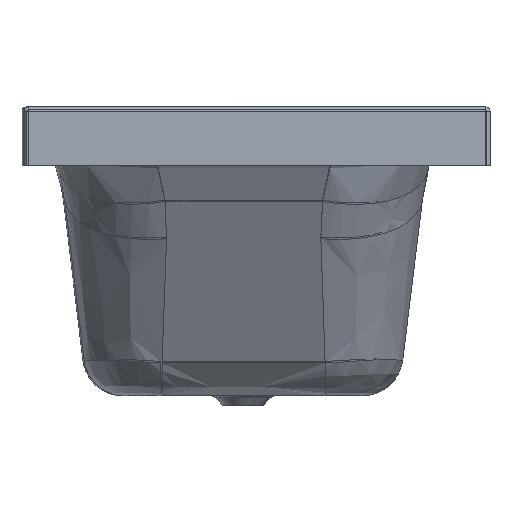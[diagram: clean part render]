
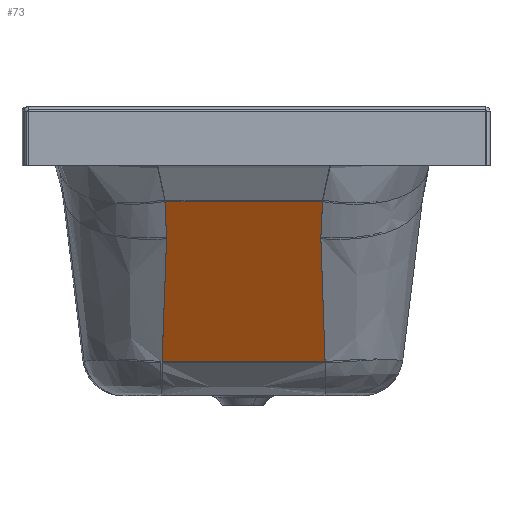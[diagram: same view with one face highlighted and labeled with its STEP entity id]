
A CAD part, left-side view. The second image highlights one B-rep face of the part: STEP entity #73.
In plain terms, the highlighted planar face has unit normal (-0.87, -0.002, -0.494).
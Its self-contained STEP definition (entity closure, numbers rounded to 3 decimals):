
#73=ADVANCED_FACE('',(#392),#4762,.T.);
#392=FACE_OUTER_BOUND('',#714,.T.);
#714=EDGE_LOOP('',(#1185,#1186,#1187,#1188,#1189,#1190));
#1185=ORIENTED_EDGE('',*,*,#2714,.T.);
#1186=ORIENTED_EDGE('',*,*,#2715,.T.);
#1187=ORIENTED_EDGE('',*,*,#2716,.T.);
#1188=ORIENTED_EDGE('',*,*,#2717,.T.);
#1189=ORIENTED_EDGE('',*,*,#2718,.T.);
#1190=ORIENTED_EDGE('',*,*,#2719,.T.);
#2714=EDGE_CURVE('',#4302,#4303,#3794,.T.);
#2715=EDGE_CURVE('',#4303,#4298,#3795,.T.);
#2716=EDGE_CURVE('',#4298,#4297,#3796,.T.);
#2717=EDGE_CURVE('',#4297,#4304,#3797,.T.);
#2718=EDGE_CURVE('',#4304,#4305,#3798,.T.);
#2719=EDGE_CURVE('',#4305,#4302,#3799,.T.);
#3794=B_SPLINE_CURVE_WITH_KNOTS('',4,(#14490,#14491,#14492,#14493,#14494),
 .UNSPECIFIED.,.F.,.F.,(5,5),(299.665,696.623),
 .UNSPECIFIED.);
#3795=B_SPLINE_CURVE_WITH_KNOTS('',3,(#14495,#14496,#14497,#14498),
 .UNSPECIFIED.,.F.,.F.,(4,4),(661.777,765.564),.UNSPECIFIED.);
#3796=B_SPLINE_CURVE_WITH_KNOTS('',1,(#14499,#14500),.UNSPECIFIED.,.F.,
 .F.,(2,2),(-253.626,0.),.UNSPECIFIED.);
#3797=B_SPLINE_CURVE_WITH_KNOTS('',3,(#14501,#14502,#14503,#14504),
 .UNSPECIFIED.,.F.,.F.,(4,4),(-765.565,-661.777),
 .UNSPECIFIED.);
#3798=B_SPLINE_CURVE_WITH_KNOTS('',4,(#14505,#14506,#14507,#14508,#14509),
 .UNSPECIFIED.,.F.,.F.,(5,5),(-695.14,-298.183),
 .UNSPECIFIED.);
#3799=B_SPLINE_CURVE_WITH_KNOTS('',5,(#14510,#14511,#14512,#14513,#14514,
#14515,#14516,#14517,#14518,#14519,#14520,#14521,#14522,#14523,#14524),
 .UNSPECIFIED.,.F.,.F.,(6,3,3,3,6),(-1253.227,-1214.982,-1118.115,
-983.002,-798.125),.UNSPECIFIED.);
#4297=VERTEX_POINT('',#13631);
#4298=VERTEX_POINT('',#13632);
#4302=VERTEX_POINT('',#13636);
#4303=VERTEX_POINT('',#13637);
#4304=VERTEX_POINT('',#13638);
#4305=VERTEX_POINT('',#13639);
#4762=PLANE('',#5043);
#5043=AXIS2_PLACEMENT_3D('',#7210,#5159,$);
#5159=DIRECTION('',(-0.869,-0.002,-0.494));
#7210=CARTESIAN_POINT('',(-732.286,157.155,-108.076));
#13631=CARTESIAN_POINT('',(-717.452,126.533,-134.087));
#13632=CARTESIAN_POINT('',(-716.999,-127.093,-134.087));
#13636=CARTESIAN_POINT('',(-569.603,-131.185,-393.488));
#13637=CARTESIAN_POINT('',(-683.122,-124.328,-193.719));
#13638=CARTESIAN_POINT('',(-683.565,123.889,-193.719));
#13639=CARTESIAN_POINT('',(-570.072,131.151,-393.488));
#14490=CARTESIAN_POINT('',(-569.603,-131.185,-393.488));
#14491=CARTESIAN_POINT('',(-598.026,-129.468,-343.47));
#14492=CARTESIAN_POINT('',(-626.407,-127.751,-293.526));
#14493=CARTESIAN_POINT('',(-654.765,-126.041,-243.621));
#14494=CARTESIAN_POINT('',(-683.122,-124.328,-193.719));
#14495=CARTESIAN_POINT('',(-683.122,-124.328,-193.719));
#14496=CARTESIAN_POINT('',(-694.4,-124.214,-173.869));
#14497=CARTESIAN_POINT('',(-705.711,-125.138,-153.96));
#14498=CARTESIAN_POINT('',(-716.999,-127.093,-134.087));
#14499=CARTESIAN_POINT('',(-716.999,-127.093,-134.087));
#14500=CARTESIAN_POINT('',(-717.452,126.533,-134.087));
#14501=CARTESIAN_POINT('',(-717.452,126.533,-134.087));
#14502=CARTESIAN_POINT('',(-706.157,124.619,-153.96));
#14503=CARTESIAN_POINT('',(-694.843,123.734,-173.869));
#14504=CARTESIAN_POINT('',(-683.565,123.889,-193.719));
#14505=CARTESIAN_POINT('',(-683.565,123.889,-193.719));
#14506=CARTESIAN_POINT('',(-655.214,125.703,-243.621));
#14507=CARTESIAN_POINT('',(-626.862,127.515,-293.526));
#14508=CARTESIAN_POINT('',(-598.488,129.333,-343.47));
#14509=CARTESIAN_POINT('',(-570.072,131.151,-393.488));
#14510=CARTESIAN_POINT('',(-570.072,131.151,-393.488));
#14511=CARTESIAN_POINT('',(-570.064,126.718,-393.488));
#14512=CARTESIAN_POINT('',(-570.056,122.275,-393.488));
#14513=CARTESIAN_POINT('',(-570.048,117.823,-393.488));
#14514=CARTESIAN_POINT('',(-570.02,102.068,-393.488));
#14515=CARTESIAN_POINT('',(-569.991,86.228,-393.488));
#14516=CARTESIAN_POINT('',(-569.971,74.861,-393.488));
#14517=CARTESIAN_POINT('',(-569.923,47.63,-393.488));
#14518=CARTESIAN_POINT('',(-569.874,20.403,-393.488));
#14519=CARTESIAN_POINT('',(-569.846,4.557,-393.488));
#14520=CARTESIAN_POINT('',(-569.779,-32.954,-393.488));
#14521=CARTESIAN_POINT('',(-569.713,-69.91,-393.488));
#14522=CARTESIAN_POINT('',(-569.676,-90.792,-393.488));
#14523=CARTESIAN_POINT('',(-569.639,-111.419,-393.488));
#14524=CARTESIAN_POINT('',(-569.603,-131.185,-393.488));
